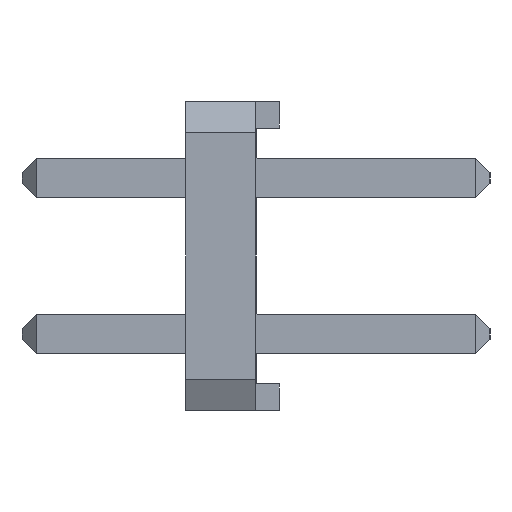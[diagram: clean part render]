
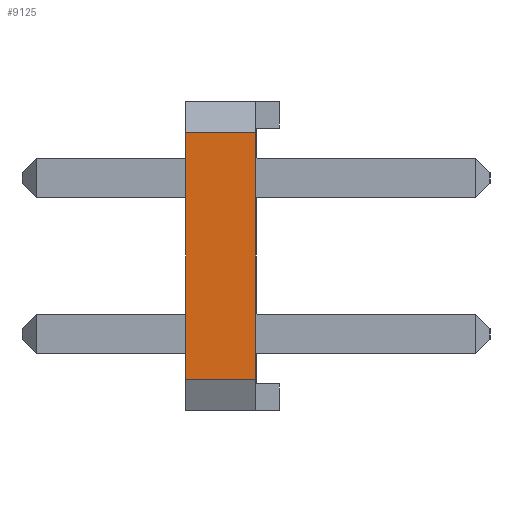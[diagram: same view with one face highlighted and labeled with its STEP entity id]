
A CAD part, left-side view. The second image highlights one B-rep face of the part: STEP entity #9125.
In plain terms, the highlighted planar face has unit normal (-1, 0, 0).
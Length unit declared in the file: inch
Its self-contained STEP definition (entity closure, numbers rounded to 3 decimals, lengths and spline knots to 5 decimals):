
#8099 = VERTEX_POINT ( 'NONE', #17013 ) ;
#8106 = EDGE_CURVE ( 'NONE', #8112, #8099, #16840, .T. ) ;
#8112 = VERTEX_POINT ( 'NONE', #16832 ) ;
#9125 = ADVANCED_FACE ( 'NONE', ( #19142 ), #19147, .F. ) ;
#9145 = EDGE_LOOP ( 'NONE', ( #9582, #9423, #9457, #9455 ) ) ;
#9423 = ORIENTED_EDGE ( 'NONE', *, *, #9484, .T. ) ;
#9454 = VERTEX_POINT ( 'NONE', #19741 ) ;
#9455 = ORIENTED_EDGE ( 'NONE', *, *, #9458, .F. ) ;
#9457 = ORIENTED_EDGE ( 'NONE', *, *, #9483, .F. ) ;
#9458 = EDGE_CURVE ( 'NONE', #8112, #9485, #19870, .T. ) ;
#9483 = EDGE_CURVE ( 'NONE', #9485, #9454, #20009, .T. ) ;
#9484 = EDGE_CURVE ( 'NONE', #8099, #9454, #20002, .T. ) ;
#9485 = VERTEX_POINT ( 'NONE', #20001 ) ;
#9582 = ORIENTED_EDGE ( 'NONE', *, *, #8106, .T. ) ;
#16832 = CARTESIAN_POINT ( 'NONE',  ( -0.7, -0.0225, -0.079 ) ) ;
#16837 = DIRECTION ( 'NONE',  ( 0., 0., 1. ) ) ;
#16838 = VECTOR ( 'NONE', #16837, 39.37008 ) ;
#16839 = CARTESIAN_POINT ( 'NONE',  ( -0.7, -0.0225, -0.099 ) ) ;
#16840 = LINE ( 'NONE', #16839, #16838 ) ;
#17013 = CARTESIAN_POINT ( 'NONE',  ( -0.7, -0.0225, 0.079 ) ) ;
#19142 = FACE_OUTER_BOUND ( 'NONE', #9145, .T. ) ;
#19147 = PLANE ( 'NONE',  #19167 ) ;
#19159 = DIRECTION ( 'NONE',  ( 0., 0., -1. ) ) ;
#19160 = DIRECTION ( 'NONE',  ( 1., 0., 0. ) ) ;
#19161 = CARTESIAN_POINT ( 'NONE',  ( -0.7, 0.0225, -0.099 ) ) ;
#19167 = AXIS2_PLACEMENT_3D ( 'NONE', #19161, #19160, #19159 ) ;
#19741 = CARTESIAN_POINT ( 'NONE',  ( -0.7, 0.0225, 0.079 ) ) ;
#19867 = DIRECTION ( 'NONE',  ( 0., 1., 0. ) ) ;
#19868 = VECTOR ( 'NONE', #19867, 39.37008 ) ;
#19869 = CARTESIAN_POINT ( 'NONE',  ( -0.7, -0.0225, -0.079 ) ) ;
#19870 = LINE ( 'NONE', #19869, #19868 ) ;
#19998 = DIRECTION ( 'NONE',  ( 0., 1., 0. ) ) ;
#19999 = VECTOR ( 'NONE', #19998, 39.37008 ) ;
#20000 = CARTESIAN_POINT ( 'NONE',  ( -0.7, -0.0225, 0.079 ) ) ;
#20001 = CARTESIAN_POINT ( 'NONE',  ( -0.7, 0.0225, -0.079 ) ) ;
#20002 = LINE ( 'NONE', #20000, #19999 ) ;
#20003 = DIRECTION ( 'NONE',  ( 0., 0., 1. ) ) ;
#20004 = VECTOR ( 'NONE', #20003, 39.37008 ) ;
#20005 = CARTESIAN_POINT ( 'NONE',  ( -0.7, 0.0225, -0.099 ) ) ;
#20009 = LINE ( 'NONE', #20005, #20004 ) ;
